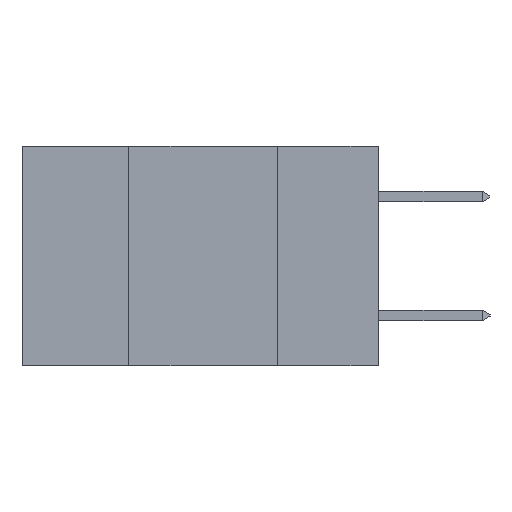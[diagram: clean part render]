
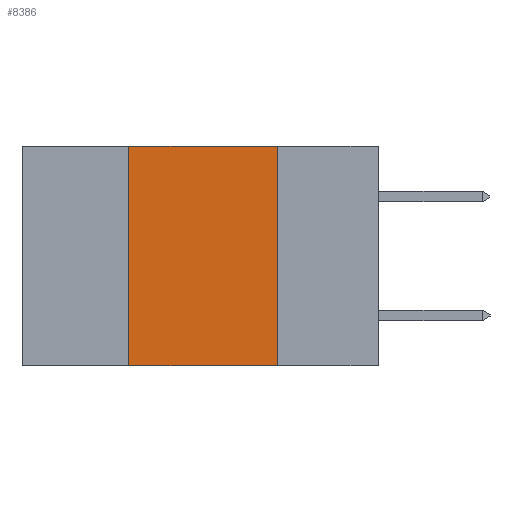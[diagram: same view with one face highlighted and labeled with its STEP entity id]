
A CAD part, left-side view. The second image highlights one B-rep face of the part: STEP entity #8386.
In plain terms, the highlighted planar face has unit normal (-1, 0, 0).
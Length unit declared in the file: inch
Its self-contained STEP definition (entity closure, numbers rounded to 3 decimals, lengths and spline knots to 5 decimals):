
#163 = DIRECTION ( 'NONE',  ( 0., -1., 0. ) ) ;
#294 = CARTESIAN_POINT ( 'NONE',  ( 0., 0.42, -0.37 ) ) ;
#684 = LINE ( 'NONE', #7572, #7061 ) ;
#884 = EDGE_CURVE ( 'NONE', #8822, #3389, #1385, .T. ) ;
#1385 = LINE ( 'NONE', #5212, #7262 ) ;
#2013 = FACE_OUTER_BOUND ( 'NONE', #5318, .T. ) ;
#2103 = EDGE_CURVE ( 'NONE', #7303, #3389, #3273, .T. ) ;
#2115 = ORIENTED_EDGE ( 'NONE', *, *, #884, .T. ) ;
#2127 = PLANE ( 'NONE',  #5079 ) ;
#2332 = ORIENTED_EDGE ( 'NONE', *, *, #4015, .F. ) ;
#2969 = DIRECTION ( 'NONE',  ( 0., -1., 0. ) ) ;
#3273 = LINE ( 'NONE', #8142, #8884 ) ;
#3389 = VERTEX_POINT ( 'NONE', #9093 ) ;
#3428 = CARTESIAN_POINT ( 'NONE',  ( 0., 0.17, 0. ) ) ;
#4012 = VERTEX_POINT ( 'NONE', #8624 ) ;
#4015 = EDGE_CURVE ( 'NONE', #8822, #4012, #6304, .T. ) ;
#4224 = VECTOR ( 'NONE', #8711, 39.37008 ) ;
#4428 = DIRECTION ( 'NONE',  ( 1., 0., 0. ) ) ;
#4503 = ORIENTED_EDGE ( 'NONE', *, *, #2103, .F. ) ;
#5079 = AXIS2_PLACEMENT_3D ( 'NONE', #8974, #4428, #9673 ) ;
#5212 = CARTESIAN_POINT ( 'NONE',  ( 0., 0.6, -0.37 ) ) ;
#5318 = EDGE_LOOP ( 'NONE', ( #4503, #9164, #2332, #2115 ) ) ;
#5728 = DIRECTION ( 'NONE',  ( 0., 0., -1. ) ) ;
#6304 = LINE ( 'NONE', #8601, #4224 ) ;
#6882 = EDGE_CURVE ( 'NONE', #4012, #7303, #684, .T. ) ;
#7061 = VECTOR ( 'NONE', #2969, 39.37008 ) ;
#7262 = VECTOR ( 'NONE', #163, 39.37008 ) ;
#7303 = VERTEX_POINT ( 'NONE', #3428 ) ;
#7572 = CARTESIAN_POINT ( 'NONE',  ( 0., 0.6, 0. ) ) ;
#8142 = CARTESIAN_POINT ( 'NONE',  ( 0., 0.17, -0.37 ) ) ;
#8386 = ADVANCED_FACE ( 'NONE', ( #2013 ), #2127, .F. ) ;
#8601 = CARTESIAN_POINT ( 'NONE',  ( 0., 0.42, -0.37 ) ) ;
#8624 = CARTESIAN_POINT ( 'NONE',  ( 0., 0.42, 0. ) ) ;
#8711 = DIRECTION ( 'NONE',  ( 0., 0., 1. ) ) ;
#8822 = VERTEX_POINT ( 'NONE', #294 ) ;
#8884 = VECTOR ( 'NONE', #5728, 39.37008 ) ;
#8974 = CARTESIAN_POINT ( 'NONE',  ( 0., 0.6, 0. ) ) ;
#9093 = CARTESIAN_POINT ( 'NONE',  ( 0., 0.17, -0.37 ) ) ;
#9164 = ORIENTED_EDGE ( 'NONE', *, *, #6882, .F. ) ;
#9673 = DIRECTION ( 'NONE',  ( 0., 0., -1. ) ) ;
